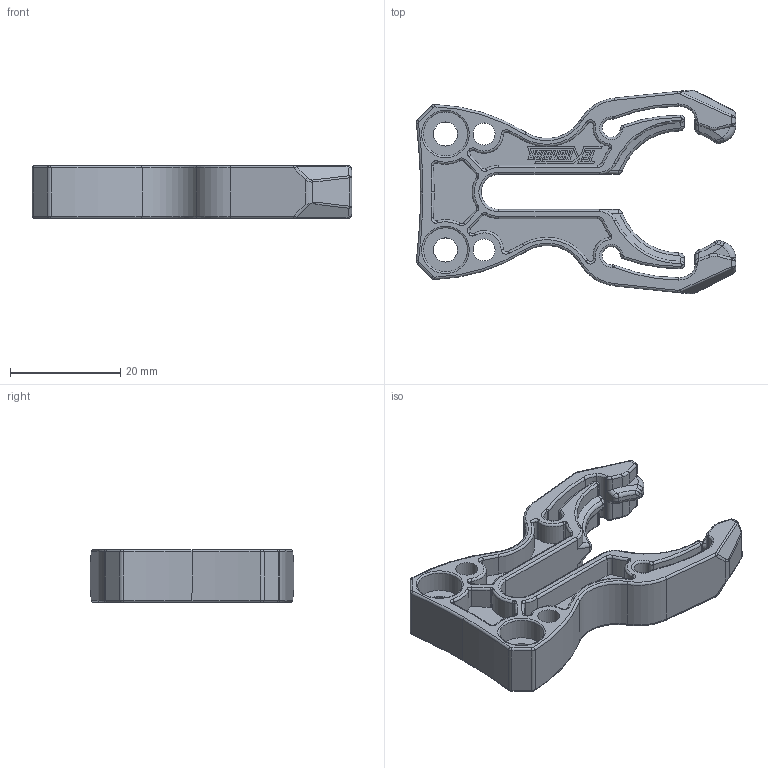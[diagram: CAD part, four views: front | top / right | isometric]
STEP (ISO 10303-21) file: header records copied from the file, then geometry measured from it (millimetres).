
FILE_DESCRIPTION(/* description */ ('Alibre Inc.'),/* implementation_level */ '2;1');
FILE_NAME(/* name */ 'export-B2E453D6-A056-4BE0-A338-135B9C0A9E2B',/* time_stamp */ '2024-02-21T15:34:27+01:00',/* author */ (''),/* organization */ (''),/* preprocessor_version */ 'ST-DEVELOPER v17',/* originating_system */ 'Alibre',/* authorisation */ '');
FILE_SCHEMA (('AUTOMOTIVE_DESIGN'));
Length unit declared in the file: millimetre
Products named in the file (1): Toolfork HSK -E 25
Bounding box: 57.87 x 36.91 x 9.6 mm (x, y, z)
Volume: 6792.3 mm3; surface area: 6861.9 mm2
Topology: 1 solids, 1 shells, 674 faces, 1684 edges, 1019 vertices
Faces by surface type: cylinder 240, torus 182, plane 170, bspline 70, cone 8, sphere 4
Full cylindrical faces by diameter (mm): 4 x2, 4.367 x2, 8 x2
Entity records: 20383 total; most frequent: CARTESIAN_POINT 4936, ORIENTED_EDGE 3344, DIRECTION 3059, EDGE_CURVE 1672, AXIS2_PLACEMENT_3D 1372, VERTEX_POINT 1019, CIRCLE 724, EDGE_LOOP 701
